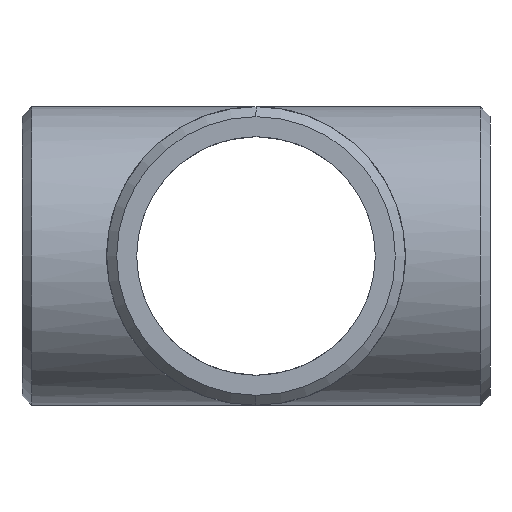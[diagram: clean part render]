
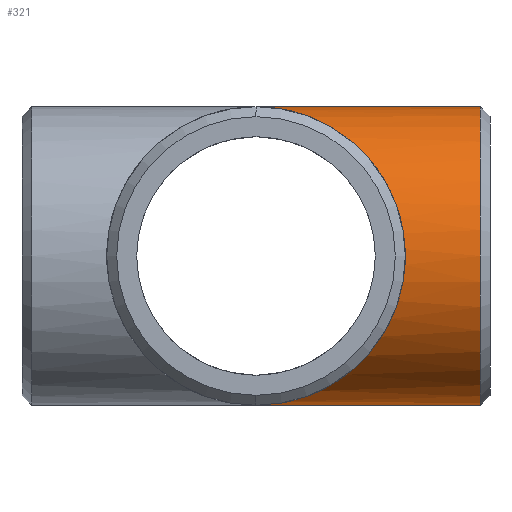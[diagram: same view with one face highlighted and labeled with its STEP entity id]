
A CAD part, left-side view. The second image highlights one B-rep face of the part: STEP entity #321.
In plain terms, the highlighted cylindrical face has radius 178 mm (diameter 356 mm), a partial arc.
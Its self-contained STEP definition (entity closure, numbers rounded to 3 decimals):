
#27 = CARTESIAN_POINT ( 'NONE',  ( -356., -356., -178. ) ) ;
#38 = CARTESIAN_POINT ( 'NONE',  ( 0., -279., 178. ) ) ;
#93 = CARTESIAN_POINT ( 'NONE',  ( 0., 0., 178. ) ) ;
#95 = CARTESIAN_POINT ( 'NONE',  ( 0., -279., -178. ) ) ;
#99 = ORIENTED_EDGE ( 'NONE', *, *, #215, .F. ) ;
#106 = VERTEX_POINT ( 'NONE', #554 ) ;
#113 = CARTESIAN_POINT ( 'NONE',  ( 0., -267.097, 0. ) ) ;
#158 = FACE_OUTER_BOUND ( 'NONE', #798, .T. ) ;
#162 = CARTESIAN_POINT ( 'NONE',  ( 0., -267.097, -178. ) ) ;
#173 = DIRECTION ( 'NONE',  ( 0., 0., -1. ) ) ;
#185 = EDGE_CURVE ( 'NONE', #258, #106, #219, .T. ) ;
#194 = CIRCLE ( 'NONE', #649, 178. ) ;
#196 = VERTEX_POINT ( 'NONE', #162 ) ;
#215 = EDGE_CURVE ( 'NONE', #196, #258, #772, .T. ) ;
#219 =( BOUNDED_CURVE ( )  B_SPLINE_CURVE ( 3, ( #272, #27, #775, #93 ),
 .UNSPECIFIED., .F., .T. ) 
 B_SPLINE_CURVE_WITH_KNOTS ( ( 4, 4 ),
 ( 4.712, 7.854 ),
 .UNSPECIFIED. ) 
 CURVE ( )  GEOMETRIC_REPRESENTATION_ITEM ( )  RATIONAL_B_SPLINE_CURVE ( ( 1., 0.333, 0.333, 1. ) ) 
 REPRESENTATION_ITEM ( '' )  );
#255 = AXIS2_PLACEMENT_3D ( 'NONE', #706, #519, #390 ) ;
#258 = VERTEX_POINT ( 'NONE', #584 ) ;
#272 = CARTESIAN_POINT ( 'NONE',  ( 0., 0., -178. ) ) ;
#321 = ADVANCED_FACE ( 'NONE', ( #158 ), #403, .T. ) ;
#363 = VERTEX_POINT ( 'NONE', #548 ) ;
#385 = EDGE_CURVE ( 'NONE', #363, #106, #787, .T. ) ;
#390 = DIRECTION ( 'NONE',  ( 0., 0., -1. ) ) ;
#403 = CYLINDRICAL_SURFACE ( 'NONE', #255, 178. ) ;
#408 = EDGE_CURVE ( 'NONE', #196, #363, #194, .T. ) ;
#440 = VECTOR ( 'NONE', #593, 1000. ) ;
#519 = DIRECTION ( 'NONE',  ( 0., 1., 0. ) ) ;
#548 = CARTESIAN_POINT ( 'NONE',  ( 0., -267.097, 178. ) ) ;
#554 = CARTESIAN_POINT ( 'NONE',  ( 0., 0., 178. ) ) ;
#566 = ORIENTED_EDGE ( 'NONE', *, *, #408, .T. ) ;
#574 = ORIENTED_EDGE ( 'NONE', *, *, #385, .T. ) ;
#584 = CARTESIAN_POINT ( 'NONE',  ( 0., 0., -178. ) ) ;
#592 = VECTOR ( 'NONE', #617, 1000. ) ;
#593 = DIRECTION ( 'NONE',  ( 0., 1., 0. ) ) ;
#617 = DIRECTION ( 'NONE',  ( 0., 1., 0. ) ) ;
#649 = AXIS2_PLACEMENT_3D ( 'NONE', #113, #779, #173 ) ;
#706 = CARTESIAN_POINT ( 'NONE',  ( 0., -279., 0. ) ) ;
#752 = ORIENTED_EDGE ( 'NONE', *, *, #185, .F. ) ;
#772 = LINE ( 'NONE', #95, #440 ) ;
#775 = CARTESIAN_POINT ( 'NONE',  ( -356., -356., 178. ) ) ;
#779 = DIRECTION ( 'NONE',  ( 0., 1., 0. ) ) ;
#787 = LINE ( 'NONE', #38, #592 ) ;
#798 = EDGE_LOOP ( 'NONE', ( #566, #574, #752, #99 ) ) ;
